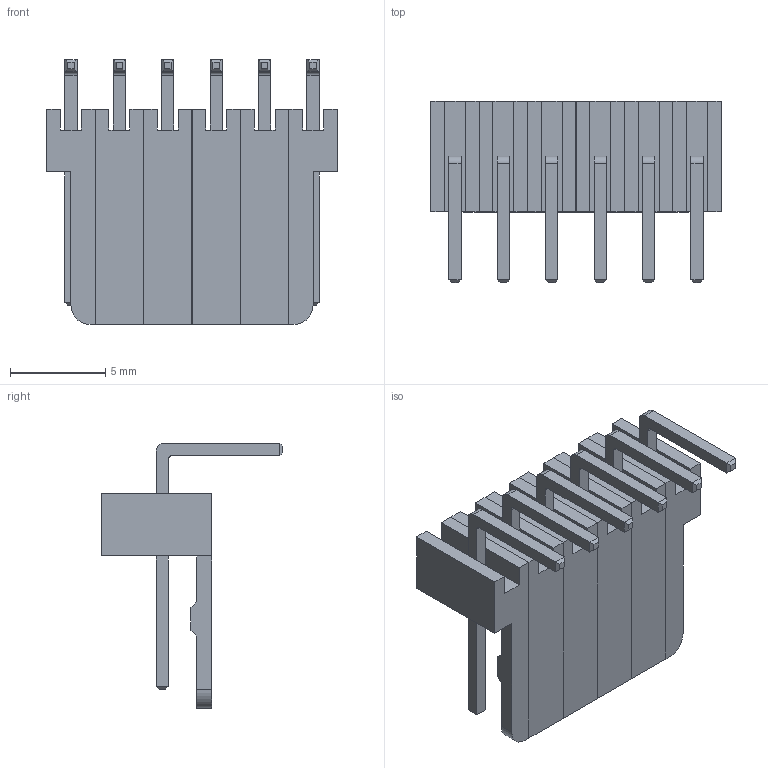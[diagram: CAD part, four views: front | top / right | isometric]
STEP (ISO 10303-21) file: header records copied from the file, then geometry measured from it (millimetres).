
FILE_DESCRIPTION (( 'STEP AP214' ), '1' );
FILE_NAME ('Molex_90Grad_6er.STEP', '2017-11-17T09:36:32', ( '' ), ( '' ), 'SwSTEP 2.0', 'SolidWorks 2016', '' );
FILE_SCHEMA (( 'AUTOMOTIVE_DESIGN' ));
Length unit declared in the file: millimetre
Products named in the file (4): Molex_Stecker_90Grad_links; Molex_Stecker_90Grad_rechts; Molex_90Grad_6er; Molex_Stecker_90Grad_mitte
Assembly tree (6 placements, depth 2):
  Molex_90Grad_6er
    Molex_Stecker_90Grad_rechts
    Molex_Stecker_90Grad_links
    Molex_Stecker_90Grad_mitte  x4
Bounding box: 15.24 x 9.52 x 13.9 mm (x, y, z)
Volume: 376.9 mm3; surface area: 1108.2 mm2
Topology: 6 solids, 6 shells, 232 faces, 576 edges, 368 vertices
Faces by surface type: plane 218, cylinder 14
Entity records: 4755 total; most frequent: CARTESIAN_POINT 609, ORIENTED_EDGE 588, DIRECTION 564, EDGE_CURVE 294, LINE 278, VECTOR 278, VERTEX_POINT 188, AXIS2_PLACEMENT_3D 143
